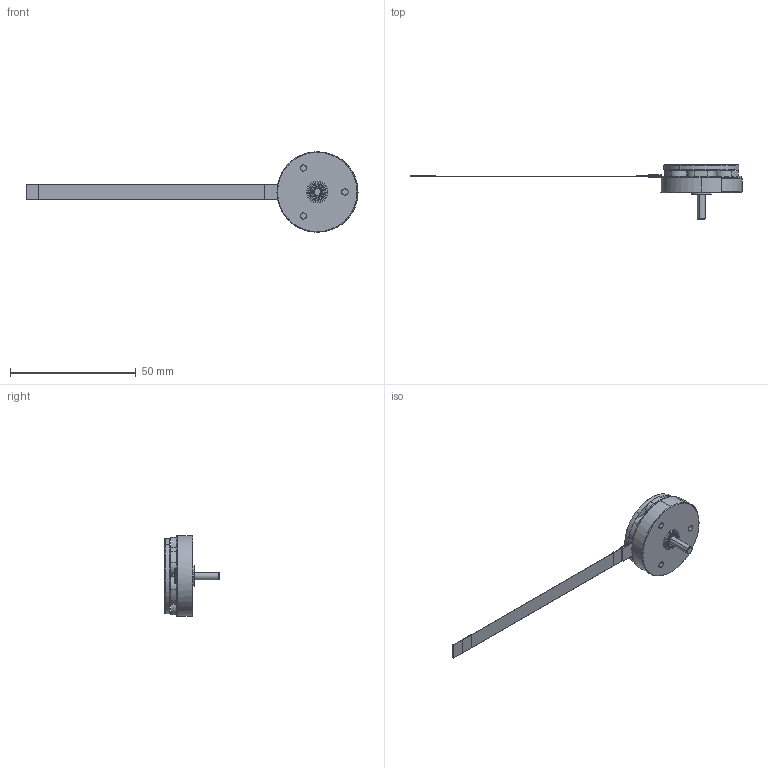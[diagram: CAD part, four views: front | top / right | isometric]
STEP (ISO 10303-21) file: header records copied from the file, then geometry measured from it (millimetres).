
FILE_DESCRIPTION((''),'2;1');
FILE_NAME('32BF_3C_ASM','2015-12-01T',('vinayak.bharmal'),(''),'PRO/ENGINEER BY PARAMETRIC TECHNOLOGY CORPORATION, 2014310','PRO/ENGINEER BY PARAMETRIC TECHNOLOGY CORPORATION, 2014310','');
FILE_SCHEMA(('CONFIG_CONTROL_DESIGN'));
Length unit declared in the file: millimetre
Products named in the file (1): 32BF_3C_ASM
Bounding box: 131.97 x 21.8 x 32 mm (x, y, z)
Volume: 8352.1 mm3; surface area: 5663.5 mm2
Topology: 1 solids, 7 shells, 409 faces, 1118 edges, 718 vertices
Faces by surface type: cylinder 191, plane 174, torus 24, sphere 12, cone 8
Entity records: 13382 total; most frequent: CARTESIAN_POINT 2610, DIRECTION 2407, ORIENTED_EDGE 2212, EDGE_CURVE 1106, AXIS2_PLACEMENT_3D 940, VERTEX_POINT 718, CIRCLE 531, VECTOR 527
